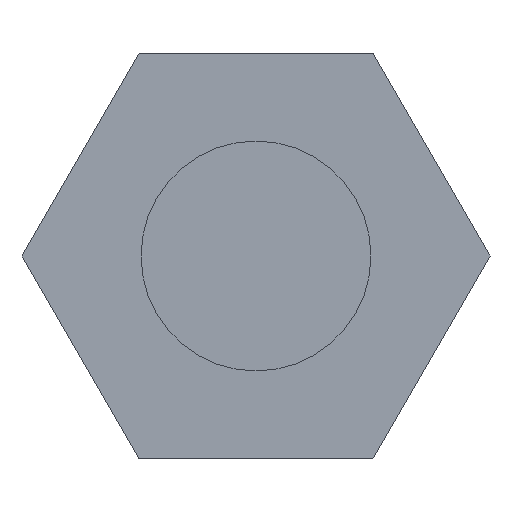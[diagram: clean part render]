
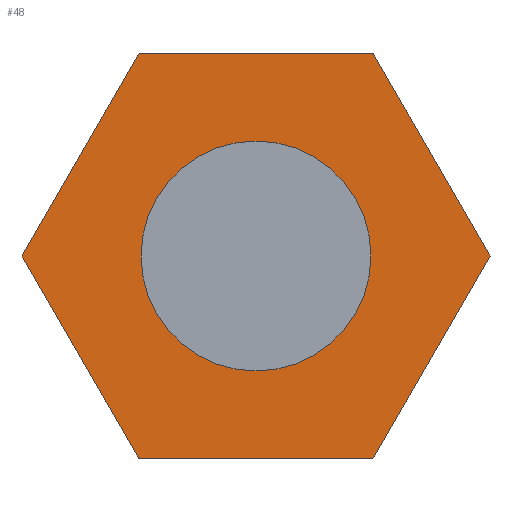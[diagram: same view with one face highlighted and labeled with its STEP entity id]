
A CAD part, front view. The second image highlights one B-rep face of the part: STEP entity #48.
In plain terms, the highlighted planar face has unit normal (0, -1, 0).
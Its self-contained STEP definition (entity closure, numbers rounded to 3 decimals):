
#6 = CARTESIAN_POINT ( 'NONE',  ( -1.588, 0., -2.75 ) ) ;
#10 = EDGE_CURVE ( 'NONE', #443, #267, #122, .T. ) ;
#13 = VECTOR ( 'NONE', #131, 1000. ) ;
#14 = VECTOR ( 'NONE', #332, 1000. ) ;
#20 = EDGE_LOOP ( 'NONE', ( #370, #372 ) ) ;
#21 = VECTOR ( 'NONE', #290, 1000. ) ;
#23 = VECTOR ( 'NONE', #461, 1000. ) ;
#35 = EDGE_LOOP ( 'NONE', ( #42, #159, #396, #192, #291, #337 ) ) ;
#37 = LINE ( 'NONE', #223, #377 ) ;
#42 = ORIENTED_EDGE ( 'NONE', *, *, #349, .F. ) ;
#43 = VERTEX_POINT ( 'NONE', #81 ) ;
#48 = ADVANCED_FACE ( 'NONE', ( #369, #265 ), #406, .F. ) ;
#81 = CARTESIAN_POINT ( 'NONE',  ( 0., 0., 1.56 ) ) ;
#83 = CARTESIAN_POINT ( 'NONE',  ( 0., 0., 0. ) ) ;
#94 = CARTESIAN_POINT ( 'NONE',  ( -1.588, 0., -2.75 ) ) ;
#101 = EDGE_CURVE ( 'NONE', #43, #403, #380, .T. ) ;
#122 = LINE ( 'NONE', #441, #14 ) ;
#129 = LINE ( 'NONE', #166, #13 ) ;
#131 = DIRECTION ( 'NONE',  ( -0.5, 0., -0.866 ) ) ;
#134 = EDGE_CURVE ( 'NONE', #403, #43, #402, .T. ) ;
#149 = LINE ( 'NONE', #256, #21 ) ;
#153 = VERTEX_POINT ( 'NONE', #193 ) ;
#159 = ORIENTED_EDGE ( 'NONE', *, *, #10, .F. ) ;
#166 = CARTESIAN_POINT ( 'NONE',  ( 3.175, 0., 0. ) ) ;
#169 = LINE ( 'NONE', #94, #342 ) ;
#173 = CARTESIAN_POINT ( 'NONE',  ( 1.588, 0., 2.75 ) ) ;
#179 = DIRECTION ( 'NONE',  ( 0.5, 0., 0.866 ) ) ;
#184 = CARTESIAN_POINT ( 'NONE',  ( -1.588, 0., 2.75 ) ) ;
#192 = ORIENTED_EDGE ( 'NONE', *, *, #201, .F. ) ;
#193 = CARTESIAN_POINT ( 'NONE',  ( 3.175, 0., 0. ) ) ;
#195 = VERTEX_POINT ( 'NONE', #236 ) ;
#198 = DIRECTION ( 'NONE',  ( 0., 0., -1. ) ) ;
#201 = EDGE_CURVE ( 'NONE', #428, #463, #169, .T. ) ;
#208 = CARTESIAN_POINT ( 'NONE',  ( 1.588, 0., -2.75 ) ) ;
#212 = EDGE_CURVE ( 'NONE', #153, #195, #129, .T. ) ;
#223 = CARTESIAN_POINT ( 'NONE',  ( -3.175, 0., 0. ) ) ;
#232 = DIRECTION ( 'NONE',  ( 0., 1., 0. ) ) ;
#233 = DIRECTION ( 'NONE',  ( 0., -1., 0. ) ) ;
#236 = CARTESIAN_POINT ( 'NONE',  ( 1.588, 0., -2.75 ) ) ;
#240 = AXIS2_PLACEMENT_3D ( 'NONE', #83, #232, #444 ) ;
#244 = DIRECTION ( 'NONE',  ( -0.5, 0., 0.866 ) ) ;
#256 = CARTESIAN_POINT ( 'NONE',  ( 1.588, 0., 2.75 ) ) ;
#265 = FACE_BOUND ( 'NONE', #20, .T. ) ;
#267 = VERTEX_POINT ( 'NONE', #173 ) ;
#275 = CARTESIAN_POINT ( 'NONE',  ( 0., 0., 0. ) ) ;
#279 = CARTESIAN_POINT ( 'NONE',  ( -3.175, 0., 0. ) ) ;
#290 = DIRECTION ( 'NONE',  ( 0.5, 0., -0.866 ) ) ;
#291 = ORIENTED_EDGE ( 'NONE', *, *, #293, .F. ) ;
#293 = EDGE_CURVE ( 'NONE', #195, #428, #313, .T. ) ;
#303 = DIRECTION ( 'NONE',  ( 0., 0., -1. ) ) ;
#307 = CARTESIAN_POINT ( 'NONE',  ( 0., 0., 0. ) ) ;
#313 = LINE ( 'NONE', #208, #23 ) ;
#332 = DIRECTION ( 'NONE',  ( 1., 0., 0. ) ) ;
#337 = ORIENTED_EDGE ( 'NONE', *, *, #212, .F. ) ;
#342 = VECTOR ( 'NONE', #244, 1000. ) ;
#349 = EDGE_CURVE ( 'NONE', #267, #153, #149, .T. ) ;
#359 = CARTESIAN_POINT ( 'NONE',  ( 0., 0., -1.56 ) ) ;
#369 = FACE_OUTER_BOUND ( 'NONE', #35, .T. ) ;
#370 = ORIENTED_EDGE ( 'NONE', *, *, #101, .F. ) ;
#372 = ORIENTED_EDGE ( 'NONE', *, *, #134, .F. ) ;
#373 = DIRECTION ( 'NONE',  ( 0., -1., 0. ) ) ;
#377 = VECTOR ( 'NONE', #179, 1000. ) ;
#380 = CIRCLE ( 'NONE', #460, 1.56 ) ;
#396 = ORIENTED_EDGE ( 'NONE', *, *, #411, .F. ) ;
#402 = CIRCLE ( 'NONE', #418, 1.56 ) ;
#403 = VERTEX_POINT ( 'NONE', #359 ) ;
#406 = PLANE ( 'NONE',  #240 ) ;
#411 = EDGE_CURVE ( 'NONE', #463, #443, #37, .T. ) ;
#418 = AXIS2_PLACEMENT_3D ( 'NONE', #275, #233, #198 ) ;
#428 = VERTEX_POINT ( 'NONE', #6 ) ;
#441 = CARTESIAN_POINT ( 'NONE',  ( -1.588, 0., 2.75 ) ) ;
#443 = VERTEX_POINT ( 'NONE', #184 ) ;
#444 = DIRECTION ( 'NONE',  ( 1., 0., 0. ) ) ;
#460 = AXIS2_PLACEMENT_3D ( 'NONE', #307, #373, #303 ) ;
#461 = DIRECTION ( 'NONE',  ( -1., 0., 0. ) ) ;
#463 = VERTEX_POINT ( 'NONE', #279 ) ;
